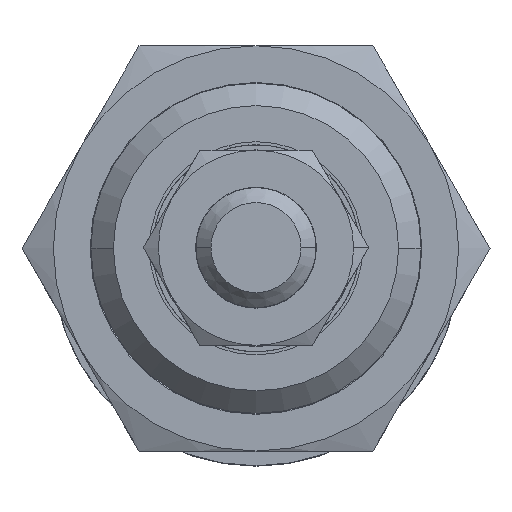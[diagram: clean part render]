
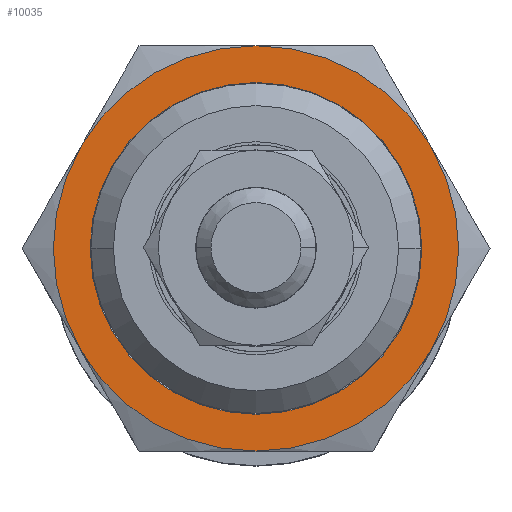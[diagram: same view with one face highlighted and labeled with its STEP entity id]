
A CAD part, top view. The second image highlights one B-rep face of the part: STEP entity #10035.
In plain terms, the highlighted planar face has unit normal (0, 0, 1).
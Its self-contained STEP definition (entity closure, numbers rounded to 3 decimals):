
#249 = CARTESIAN_POINT ( 'NONE',  ( 0., 0., 579. ) ) ;
#438 = AXIS2_PLACEMENT_3D ( 'NONE', #24308, #7259, #14863 ) ;
#495 = FACE_OUTER_BOUND ( 'NONE', #23817, .T. ) ;
#510 = EDGE_CURVE ( 'NONE', #6748, #6593, #23682, .T. ) ;
#743 = CARTESIAN_POINT ( 'NONE',  ( 0., 0., 579. ) ) ;
#891 = CARTESIAN_POINT ( 'NONE',  ( 0., 0., 579. ) ) ;
#971 = DIRECTION ( 'NONE',  ( 0.866, 0.5, 0. ) ) ;
#1411 = CARTESIAN_POINT ( 'NONE',  ( 11.691, 6.75, 579. ) ) ;
#1412 = AXIS2_PLACEMENT_3D ( 'NONE', #4714, #18038, #971 ) ;
#3082 = AXIS2_PLACEMENT_3D ( 'NONE', #891, #19695, #14222 ) ;
#3341 = CARTESIAN_POINT ( 'NONE',  ( 0., 0., 579. ) ) ;
#3582 = CIRCLE ( 'NONE', #23079, 13.5 ) ;
#3731 = CIRCLE ( 'NONE', #18056, 13.5 ) ;
#4245 = CIRCLE ( 'NONE', #20528, 13.5 ) ;
#4714 = CARTESIAN_POINT ( 'NONE',  ( 0., 0., 579. ) ) ;
#4857 = VERTEX_POINT ( 'NONE', #14759 ) ;
#5075 = DIRECTION ( 'NONE',  ( 0., 0., -1. ) ) ;
#5383 = EDGE_CURVE ( 'NONE', #6593, #20644, #3582, .T. ) ;
#5564 = ORIENTED_EDGE ( 'NONE', *, *, #5383, .F. ) ;
#6346 = DIRECTION ( 'NONE',  ( 0., 0., -1. ) ) ;
#6593 = VERTEX_POINT ( 'NONE', #1411 ) ;
#6643 = ORIENTED_EDGE ( 'NONE', *, *, #23699, .F. ) ;
#6661 = CIRCLE ( 'NONE', #3082, 13.5 ) ;
#6748 = VERTEX_POINT ( 'NONE', #11626 ) ;
#6932 = VERTEX_POINT ( 'NONE', #24164 ) ;
#7259 = DIRECTION ( 'NONE',  ( 0., 0., -1. ) ) ;
#7417 = CARTESIAN_POINT ( 'NONE',  ( -11.691, 6.75, 579. ) ) ;
#7423 = ORIENTED_EDGE ( 'NONE', *, *, #12179, .F. ) ;
#7543 = CARTESIAN_POINT ( 'NONE',  ( 0., 0., 579. ) ) ;
#7922 = DIRECTION ( 'NONE',  ( 0., 0., -1. ) ) ;
#7976 = DIRECTION ( 'NONE',  ( 0.866, 0.5, 0. ) ) ;
#8322 = DIRECTION ( 'NONE',  ( 0.866, 0.5, 0. ) ) ;
#8605 = CIRCLE ( 'NONE', #24492, 11.05 ) ;
#8935 = VERTEX_POINT ( 'NONE', #7417 ) ;
#9088 = CARTESIAN_POINT ( 'NONE',  ( 11.691, -6.75, 579. ) ) ;
#9353 = ORIENTED_EDGE ( 'NONE', *, *, #15293, .T. ) ;
#9780 = AXIS2_PLACEMENT_3D ( 'NONE', #18589, #24411, #18946 ) ;
#10035 = ADVANCED_FACE ( 'NONE', ( #13330, #495 ), #17568, .F. ) ;
#10048 = VERTEX_POINT ( 'NONE', #15204 ) ;
#10278 = ORIENTED_EDGE ( 'NONE', *, *, #510, .F. ) ;
#10896 = EDGE_CURVE ( 'NONE', #10048, #8935, #15154, .T. ) ;
#11626 = CARTESIAN_POINT ( 'NONE',  ( 0., 13.5, 579. ) ) ;
#12179 = EDGE_CURVE ( 'NONE', #6932, #10048, #3731, .T. ) ;
#12951 = CIRCLE ( 'NONE', #9780, 11.05 ) ;
#13330 = FACE_BOUND ( 'NONE', #16841, .T. ) ;
#14222 = DIRECTION ( 'NONE',  ( 0.866, 0.5, 0. ) ) ;
#14287 = EDGE_CURVE ( 'NONE', #20644, #6932, #4245, .T. ) ;
#14295 = DIRECTION ( 'NONE',  ( 0., 0., -1. ) ) ;
#14759 = CARTESIAN_POINT ( 'NONE',  ( 9.57, 5.525, 579. ) ) ;
#14863 = DIRECTION ( 'NONE',  ( 0.866, 0.5, 0. ) ) ;
#15154 = CIRCLE ( 'NONE', #438, 13.5 ) ;
#15204 = CARTESIAN_POINT ( 'NONE',  ( -11.691, -6.75, 579. ) ) ;
#15293 = EDGE_CURVE ( 'NONE', #4857, #19380, #12951, .T. ) ;
#15319 = DIRECTION ( 'NONE',  ( 0., 0., -1. ) ) ;
#15595 = EDGE_CURVE ( 'NONE', #19380, #4857, #8605, .T. ) ;
#16831 = ORIENTED_EDGE ( 'NONE', *, *, #14287, .F. ) ;
#16841 = EDGE_LOOP ( 'NONE', ( #21038, #9353 ) ) ;
#17568 = PLANE ( 'NONE',  #18646 ) ;
#18038 = DIRECTION ( 'NONE',  ( 0., 0., -1. ) ) ;
#18056 = AXIS2_PLACEMENT_3D ( 'NONE', #7543, #7922, #21240 ) ;
#18589 = CARTESIAN_POINT ( 'NONE',  ( 0., 0., 579. ) ) ;
#18646 = AXIS2_PLACEMENT_3D ( 'NONE', #249, #15319, #7976 ) ;
#18946 = DIRECTION ( 'NONE',  ( 0.866, 0.5, 0. ) ) ;
#19380 = VERTEX_POINT ( 'NONE', #20004 ) ;
#19695 = DIRECTION ( 'NONE',  ( 0., 0., -1. ) ) ;
#20004 = CARTESIAN_POINT ( 'NONE',  ( -9.57, -5.525, 579. ) ) ;
#20140 = ORIENTED_EDGE ( 'NONE', *, *, #10896, .F. ) ;
#20528 = AXIS2_PLACEMENT_3D ( 'NONE', #23269, #14295, #8322 ) ;
#20644 = VERTEX_POINT ( 'NONE', #9088 ) ;
#21038 = ORIENTED_EDGE ( 'NONE', *, *, #15595, .T. ) ;
#21240 = DIRECTION ( 'NONE',  ( 0.866, 0.5, 0. ) ) ;
#23079 = AXIS2_PLACEMENT_3D ( 'NONE', #743, #6346, #23288 ) ;
#23269 = CARTESIAN_POINT ( 'NONE',  ( 0., 0., 579. ) ) ;
#23288 = DIRECTION ( 'NONE',  ( 0.866, 0.5, 0. ) ) ;
#23682 = CIRCLE ( 'NONE', #1412, 13.5 ) ;
#23699 = EDGE_CURVE ( 'NONE', #8935, #6748, #6661, .T. ) ;
#23817 = EDGE_LOOP ( 'NONE', ( #5564, #10278, #6643, #20140, #7423, #16831 ) ) ;
#24164 = CARTESIAN_POINT ( 'NONE',  ( 0., -13.5, 579. ) ) ;
#24234 = DIRECTION ( 'NONE',  ( 0.866, 0.5, 0. ) ) ;
#24308 = CARTESIAN_POINT ( 'NONE',  ( 0., 0., 579. ) ) ;
#24411 = DIRECTION ( 'NONE',  ( 0., 0., -1. ) ) ;
#24492 = AXIS2_PLACEMENT_3D ( 'NONE', #3341, #5075, #24234 ) ;
